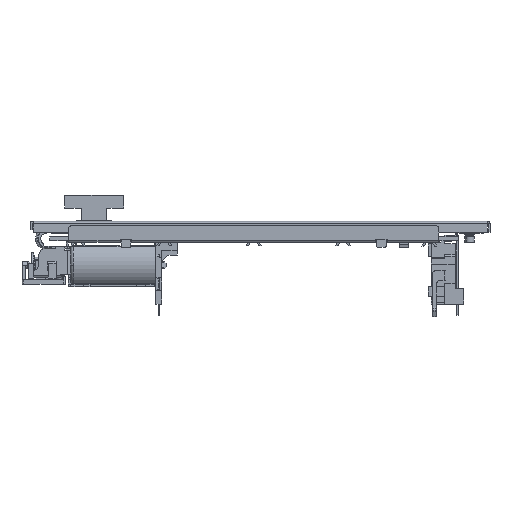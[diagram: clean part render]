
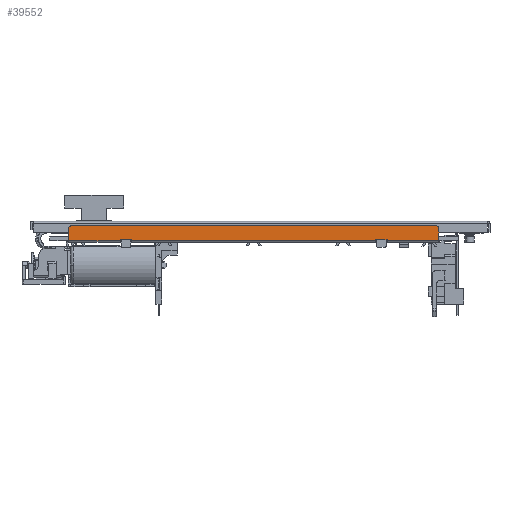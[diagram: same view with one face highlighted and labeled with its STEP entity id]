
A CAD part, top view. The second image highlights one B-rep face of the part: STEP entity #39552.
In plain terms, the highlighted planar face has unit normal (0, 0, 1).
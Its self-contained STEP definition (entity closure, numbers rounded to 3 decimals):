
#39115 = VERTEX_POINT('',#39116);
#39116 = CARTESIAN_POINT('',(58.,-5.979,8.5));
#39123 = EDGE_CURVE('',#39115,#39124,#39126,.T.);
#39124 = VERTEX_POINT('',#39125);
#39125 = CARTESIAN_POINT('',(41.75,-5.979,8.5));
#39126 = LINE('',#39127,#39128);
#39127 = CARTESIAN_POINT('',(-57.,-5.979,8.5));
#39128 = VECTOR('',#39129,1.);
#39129 = DIRECTION('',(-1.,0.,0.));
#39190 = VERTEX_POINT('',#39191);
#39191 = CARTESIAN_POINT('',(-41.75,-5.979,8.5));
#39198 = EDGE_CURVE('',#39190,#39199,#39201,.T.);
#39199 = VERTEX_POINT('',#39200);
#39200 = CARTESIAN_POINT('',(-58.,-5.979,8.5));
#39201 = LINE('',#39202,#39203);
#39202 = CARTESIAN_POINT('',(-57.,-5.979,8.5));
#39203 = VECTOR('',#39204,1.);
#39204 = DIRECTION('',(-1.,0.,0.));
#39265 = VERTEX_POINT('',#39266);
#39266 = CARTESIAN_POINT('',(38.25,-5.979,8.5));
#39273 = EDGE_CURVE('',#39265,#39274,#39276,.T.);
#39274 = VERTEX_POINT('',#39275);
#39275 = CARTESIAN_POINT('',(-38.25,-5.979,8.5));
#39276 = LINE('',#39277,#39278);
#39277 = CARTESIAN_POINT('',(-57.,-5.979,8.5));
#39278 = VECTOR('',#39279,1.);
#39279 = DIRECTION('',(-1.,0.,0.));
#39296 = EDGE_CURVE('',#39297,#39299,#39301,.T.);
#39297 = VERTEX_POINT('',#39298);
#39298 = CARTESIAN_POINT('',(57.,-1.3,8.5));
#39299 = VERTEX_POINT('',#39300);
#39300 = CARTESIAN_POINT('',(58.,-2.3,8.5));
#39301 = CIRCLE('',#39302,1.);
#39302 = AXIS2_PLACEMENT_3D('',#39303,#39304,#39305);
#39303 = CARTESIAN_POINT('',(57.,-2.3,8.5));
#39304 = DIRECTION('',(0.,0.,-1.));
#39305 = DIRECTION('',(0.,1.,0.));
#39338 = EDGE_CURVE('',#39339,#39297,#39341,.T.);
#39339 = VERTEX_POINT('',#39340);
#39340 = CARTESIAN_POINT('',(-57.,-1.3,8.5));
#39341 = LINE('',#39342,#39343);
#39342 = CARTESIAN_POINT('',(-57.,-1.3,8.5));
#39343 = VECTOR('',#39344,1.);
#39344 = DIRECTION('',(1.,0.,0.));
#39369 = EDGE_CURVE('',#39370,#39339,#39372,.T.);
#39370 = VERTEX_POINT('',#39371);
#39371 = CARTESIAN_POINT('',(-58.,-2.3,8.5));
#39372 = CIRCLE('',#39373,1.);
#39373 = AXIS2_PLACEMENT_3D('',#39374,#39375,#39376);
#39374 = CARTESIAN_POINT('',(-57.,-2.3,8.5));
#39375 = DIRECTION('',(0.,0.,-1.));
#39376 = DIRECTION('',(0.,1.,0.));
#39402 = EDGE_CURVE('',#39403,#39405,#39407,.T.);
#39403 = VERTEX_POINT('',#39404);
#39404 = CARTESIAN_POINT('',(-41.75,-5.675,8.5));
#39405 = VERTEX_POINT('',#39406);
#39406 = CARTESIAN_POINT('',(-38.25,-5.675,8.5));
#39407 = LINE('',#39408,#39409);
#39408 = CARTESIAN_POINT('',(-38.25,-5.675,8.5));
#39409 = VECTOR('',#39410,1.);
#39410 = DIRECTION('',(1.,0.,0.));
#39442 = EDGE_CURVE('',#39443,#39445,#39447,.T.);
#39443 = VERTEX_POINT('',#39444);
#39444 = CARTESIAN_POINT('',(38.25,-5.675,8.5));
#39445 = VERTEX_POINT('',#39446);
#39446 = CARTESIAN_POINT('',(41.75,-5.675,8.5));
#39447 = LINE('',#39448,#39449);
#39448 = CARTESIAN_POINT('',(38.25,-5.675,8.5));
#39449 = VECTOR('',#39450,1.);
#39450 = DIRECTION('',(1.,0.,0.));
#39540 = EDGE_CURVE('',#39199,#39370,#39541,.T.);
#39541 = LINE('',#39542,#39543);
#39542 = CARTESIAN_POINT('',(-58.,-7.9,8.5));
#39543 = VECTOR('',#39544,1.);
#39544 = DIRECTION('',(0.,1.,0.));
#39552 = ADVANCED_FACE('',(#39553),#39594,.F.);
#39553 = FACE_BOUND('',#39554,.T.);
#39554 = EDGE_LOOP('',(#39555,#39556,#39562,#39563,#39564,#39565,#39566,
    #39567,#39573,#39574,#39580,#39581,#39587,#39588));
#39555 = ORIENTED_EDGE('',*,*,#39123,.F.);
#39556 = ORIENTED_EDGE('',*,*,#39557,.F.);
#39557 = EDGE_CURVE('',#39299,#39115,#39558,.T.);
#39558 = LINE('',#39559,#39560);
#39559 = CARTESIAN_POINT('',(58.,-26.5,8.5));
#39560 = VECTOR('',#39561,1.);
#39561 = DIRECTION('',(0.,-1.,0.));
#39562 = ORIENTED_EDGE('',*,*,#39296,.F.);
#39563 = ORIENTED_EDGE('',*,*,#39338,.F.);
#39564 = ORIENTED_EDGE('',*,*,#39369,.F.);
#39565 = ORIENTED_EDGE('',*,*,#39540,.F.);
#39566 = ORIENTED_EDGE('',*,*,#39198,.F.);
#39567 = ORIENTED_EDGE('',*,*,#39568,.T.);
#39568 = EDGE_CURVE('',#39190,#39403,#39569,.T.);
#39569 = LINE('',#39570,#39571);
#39570 = CARTESIAN_POINT('',(-41.75,-5.675,8.5));
#39571 = VECTOR('',#39572,1.);
#39572 = DIRECTION('',(0.,1.,0.));
#39573 = ORIENTED_EDGE('',*,*,#39402,.T.);
#39574 = ORIENTED_EDGE('',*,*,#39575,.T.);
#39575 = EDGE_CURVE('',#39405,#39274,#39576,.T.);
#39576 = LINE('',#39577,#39578);
#39577 = CARTESIAN_POINT('',(-38.25,-5.675,8.5));
#39578 = VECTOR('',#39579,1.);
#39579 = DIRECTION('',(0.,-1.,0.));
#39580 = ORIENTED_EDGE('',*,*,#39273,.F.);
#39581 = ORIENTED_EDGE('',*,*,#39582,.T.);
#39582 = EDGE_CURVE('',#39265,#39443,#39583,.T.);
#39583 = LINE('',#39584,#39585);
#39584 = CARTESIAN_POINT('',(38.25,-5.675,8.5));
#39585 = VECTOR('',#39586,1.);
#39586 = DIRECTION('',(0.,1.,0.));
#39587 = ORIENTED_EDGE('',*,*,#39442,.T.);
#39588 = ORIENTED_EDGE('',*,*,#39589,.T.);
#39589 = EDGE_CURVE('',#39445,#39124,#39590,.T.);
#39590 = LINE('',#39591,#39592);
#39591 = CARTESIAN_POINT('',(41.75,-5.675,8.5));
#39592 = VECTOR('',#39593,1.);
#39593 = DIRECTION('',(0.,-1.,0.));
#39594 = PLANE('',#39595);
#39595 = AXIS2_PLACEMENT_3D('',#39596,#39597,#39598);
#39596 = CARTESIAN_POINT('',(-57.,-26.5,8.5));
#39597 = DIRECTION('',(0.,0.,-1.));
#39598 = DIRECTION('',(0.,1.,0.));
